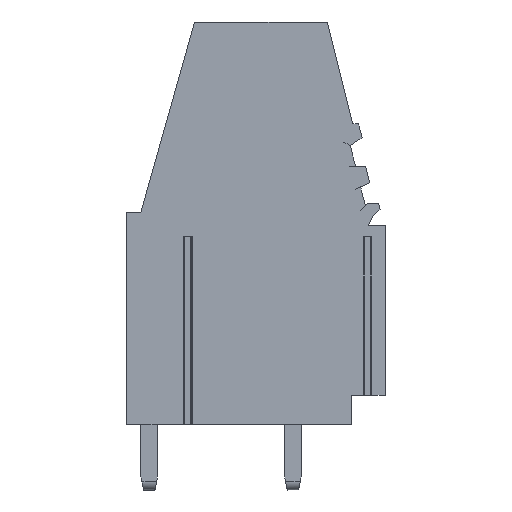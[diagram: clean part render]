
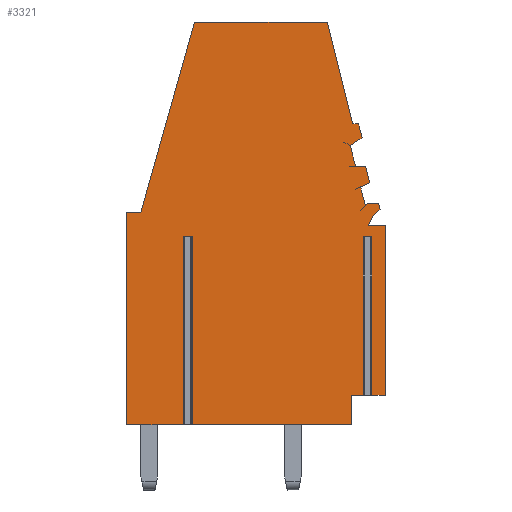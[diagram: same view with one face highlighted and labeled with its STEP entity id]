
A CAD part, left-side view. The second image highlights one B-rep face of the part: STEP entity #3321.
In plain terms, the highlighted planar face has unit normal (-1, 0, 0).
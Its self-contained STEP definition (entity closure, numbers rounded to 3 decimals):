
#72 = VERTEX_POINT('',#73);
#73 = CARTESIAN_POINT('',(-2.54,2.2,15.));
#79 = EDGE_CURVE('',#80,#72,#82,.T.);
#80 = VERTEX_POINT('',#81);
#81 = CARTESIAN_POINT('',(-2.54,2.2,0.));
#82 = LINE('',#83,#84);
#83 = CARTESIAN_POINT('',(-2.54,2.2,0.));
#84 = VECTOR('',#85,1.);
#85 = DIRECTION('',(0.,0.,1.));
#558 = VERTEX_POINT('',#559);
#559 = CARTESIAN_POINT('',(-2.54,-2.6,28.5));
#565 = EDGE_CURVE('',#566,#558,#568,.T.);
#566 = VERTEX_POINT('',#567);
#567 = CARTESIAN_POINT('',(-2.54,1.2,15.));
#568 = LINE('',#569,#570);
#569 = CARTESIAN_POINT('',(-2.54,1.2,15.));
#570 = VECTOR('',#571,1.);
#571 = DIRECTION('',(0.,-0.271,0.963)
  );
#633 = VERTEX_POINT('',#634);
#634 = CARTESIAN_POINT('',(-2.54,-12.,28.5));
#642 = EDGE_CURVE('',#558,#633,#643,.T.);
#643 = LINE('',#644,#645);
#644 = CARTESIAN_POINT('',(-2.54,-2.6,28.5));
#645 = VECTOR('',#646,1.);
#646 = DIRECTION('',(0.,-1.,0.));
#924 = VERTEX_POINT('',#925);
#925 = CARTESIAN_POINT('',(-2.54,-13.79,21.32));
#931 = EDGE_CURVE('',#633,#924,#932,.T.);
#932 = LINE('',#933,#934);
#933 = CARTESIAN_POINT('',(-2.54,-12.,28.5));
#934 = VECTOR('',#935,1.);
#935 = DIRECTION('',(0.,-0.242,-0.97)
  );
#955 = VERTEX_POINT('',#956);
#956 = CARTESIAN_POINT('',(-2.54,-14.21,21.29));
#962 = EDGE_CURVE('',#924,#955,#963,.T.);
#963 = LINE('',#964,#965);
#964 = CARTESIAN_POINT('',(-2.54,-13.79,21.32));
#965 = VECTOR('',#966,1.);
#966 = DIRECTION('',(0.,-0.998,
    -0.07));
#986 = VERTEX_POINT('',#987);
#987 = CARTESIAN_POINT('',(-2.54,-14.452,20.32));
#993 = EDGE_CURVE('',#955,#986,#994,.T.);
#994 = LINE('',#995,#996);
#995 = CARTESIAN_POINT('',(-2.54,-14.21,21.29));
#996 = VECTOR('',#997,1.);
#997 = DIRECTION('',(0.,-0.242,-0.97)
  );
#1041 = VERTEX_POINT('',#1042);
#1042 = CARTESIAN_POINT('',(-2.54,-13.623,19.761
    ));
#1048 = EDGE_CURVE('',#986,#1041,#1049,.T.);
#1049 = LINE('',#1050,#1051);
#1050 = CARTESIAN_POINT('',(-2.54,-14.452,20.32));
#1051 = VECTOR('',#1052,1.);
#1052 = DIRECTION('',(0.,0.829,-0.559)
  );
#1195 = VERTEX_POINT('',#1196);
#1196 = CARTESIAN_POINT('',(-2.54,-14.701,18.285));
#1204 = EDGE_CURVE('',#1195,#1205,#1207,.T.);
#1205 = VERTEX_POINT('',#1206);
#1206 = CARTESIAN_POINT('',(-2.54,-13.991,
    18.285));
#1207 = LINE('',#1208,#1209);
#1208 = CARTESIAN_POINT('',(-2.54,-14.701,18.285));
#1209 = VECTOR('',#1210,1.);
#1210 = DIRECTION('',(0.,1.,0.));
#1355 = VERTEX_POINT('',#1356);
#1356 = CARTESIAN_POINT('',(-2.54,-14.992,17.121));
#1364 = EDGE_CURVE('',#1195,#1355,#1365,.T.);
#1365 = LINE('',#1366,#1367);
#1366 = CARTESIAN_POINT('',(-2.54,-14.701,18.285));
#1367 = VECTOR('',#1368,1.);
#1368 = DIRECTION('',(0.,-0.242,
    -0.97));
#1460 = VERTEX_POINT('',#1461);
#1461 = CARTESIAN_POINT('',(-2.54,-14.352,16.836));
#1467 = EDGE_CURVE('',#1355,#1460,#1468,.T.);
#1468 = LINE('',#1469,#1470);
#1469 = CARTESIAN_POINT('',(-2.54,-14.992,17.121));
#1470 = VECTOR('',#1471,1.);
#1471 = DIRECTION('',(0.,0.914,-0.407)
  );
#1638 = VERTEX_POINT('',#1639);
#1639 = CARTESIAN_POINT('',(-2.54,-14.818,15.644));
#1645 = EDGE_CURVE('',#1646,#1638,#1648,.T.);
#1646 = VERTEX_POINT('',#1647);
#1647 = CARTESIAN_POINT('',(-2.54,-14.683,15.509));
#1648 = LINE('',#1649,#1650);
#1649 = CARTESIAN_POINT('',(-2.54,-14.683,15.509));
#1650 = VECTOR('',#1651,1.);
#1651 = DIRECTION('',(0.,-0.707,0.707)
  );
#1798 = VERTEX_POINT('',#1799);
#1799 = CARTESIAN_POINT('',(-2.54,-15.618,15.644));
#1805 = EDGE_CURVE('',#1798,#1638,#1806,.T.);
#1806 = LINE('',#1807,#1808);
#1807 = CARTESIAN_POINT('',(-2.54,-15.618,15.644));
#1808 = VECTOR('',#1809,1.);
#1809 = DIRECTION('',(0.,1.,0.));
#1829 = VERTEX_POINT('',#1830);
#1830 = CARTESIAN_POINT('',(-2.54,-15.726,15.208));
#1836 = EDGE_CURVE('',#1798,#1829,#1837,.T.);
#1837 = LINE('',#1838,#1839);
#1838 = CARTESIAN_POINT('',(-2.54,-15.618,15.644));
#1839 = VECTOR('',#1840,1.);
#1840 = DIRECTION('',(0.,-0.242,
    -0.97));
#1860 = VERTEX_POINT('',#1861);
#1861 = CARTESIAN_POINT('',(-2.54,-15.253,14.824));
#1867 = EDGE_CURVE('',#1829,#1860,#1868,.T.);
#1868 = LINE('',#1869,#1870);
#1869 = CARTESIAN_POINT('',(-2.54,-15.726,15.208));
#1870 = VECTOR('',#1871,1.);
#1871 = DIRECTION('',(0.,0.777,-0.629
    ));
#1948 = VERTEX_POINT('',#1949);
#1949 = CARTESIAN_POINT('',(-2.54,-14.9,14.1));
#1955 = EDGE_CURVE('',#1860,#1948,#1956,.T.);
#1956 = LINE('',#1957,#1958);
#1957 = CARTESIAN_POINT('',(-2.54,-15.253,14.824));
#1958 = VECTOR('',#1959,1.);
#1959 = DIRECTION('',(0.,0.438,-0.899
    ));
#2717 = EDGE_CURVE('',#2718,#80,#2720,.T.);
#2718 = VERTEX_POINT('',#2719);
#2719 = CARTESIAN_POINT('',(-2.54,-1.82,0.));
#2720 = LINE('',#2721,#2722);
#2721 = CARTESIAN_POINT('',(-2.54,-1.82,0.));
#2722 = VECTOR('',#2723,1.);
#2723 = DIRECTION('',(0.,1.,0.));
#2815 = VERTEX_POINT('',#2816);
#2816 = CARTESIAN_POINT('',(-2.54,-2.43,0.));
#2823 = EDGE_CURVE('',#2824,#2815,#2826,.T.);
#2824 = VERTEX_POINT('',#2825);
#2825 = CARTESIAN_POINT('',(-2.54,-13.7,0.));
#2826 = LINE('',#2827,#2828);
#2827 = CARTESIAN_POINT('',(-2.54,-13.7,0.));
#2828 = VECTOR('',#2829,1.);
#2829 = DIRECTION('',(0.,1.,0.));
#3321 = ADVANCED_FACE('',(#3322),#3443,.F.);
#3322 = FACE_BOUND('',#3323,.F.);
#3323 = EDGE_LOOP('',(#3324,#3334,#3342,#3350,#3356,#3357,#3365,#3373,
    #3379,#3380,#3381,#3387,#3388,#3389,#3390,#3391,#3392,#3393,#3399,
    #3400,#3401,#3402,#3408,#3409,#3410,#3411,#3412,#3413,#3421,#3429,
    #3437));
#3324 = ORIENTED_EDGE('',*,*,#3325,.F.);
#3325 = EDGE_CURVE('',#3326,#3328,#3330,.T.);
#3326 = VERTEX_POINT('',#3327);
#3327 = CARTESIAN_POINT('',(-2.54,-14.52,13.3));
#3328 = VERTEX_POINT('',#3329);
#3329 = CARTESIAN_POINT('',(-2.54,-15.13,13.3));
#3330 = LINE('',#3331,#3332);
#3331 = CARTESIAN_POINT('',(-2.54,-14.52,13.3));
#3332 = VECTOR('',#3333,1.);
#3333 = DIRECTION('',(0.,-1.,0.));
#3334 = ORIENTED_EDGE('',*,*,#3335,.F.);
#3335 = EDGE_CURVE('',#3336,#3326,#3338,.T.);
#3336 = VERTEX_POINT('',#3337);
#3337 = CARTESIAN_POINT('',(-2.54,-14.52,2.1));
#3338 = LINE('',#3339,#3340);
#3339 = CARTESIAN_POINT('',(-2.54,-14.52,2.1));
#3340 = VECTOR('',#3341,1.);
#3341 = DIRECTION('',(0.,0.,1.));
#3342 = ORIENTED_EDGE('',*,*,#3343,.F.);
#3343 = EDGE_CURVE('',#3344,#3336,#3346,.T.);
#3344 = VERTEX_POINT('',#3345);
#3345 = CARTESIAN_POINT('',(-2.54,-13.7,2.1));
#3346 = LINE('',#3347,#3348);
#3347 = CARTESIAN_POINT('',(-2.54,-13.7,2.1));
#3348 = VECTOR('',#3349,1.);
#3349 = DIRECTION('',(0.,-1.,0.));
#3350 = ORIENTED_EDGE('',*,*,#3351,.F.);
#3351 = EDGE_CURVE('',#2824,#3344,#3352,.T.);
#3352 = LINE('',#3353,#3354);
#3353 = CARTESIAN_POINT('',(-2.54,-13.7,0.));
#3354 = VECTOR('',#3355,1.);
#3355 = DIRECTION('',(0.,0.,1.));
#3356 = ORIENTED_EDGE('',*,*,#2823,.T.);
#3357 = ORIENTED_EDGE('',*,*,#3358,.F.);
#3358 = EDGE_CURVE('',#3359,#2815,#3361,.T.);
#3359 = VERTEX_POINT('',#3360);
#3360 = CARTESIAN_POINT('',(-2.54,-2.43,13.3));
#3361 = LINE('',#3362,#3363);
#3362 = CARTESIAN_POINT('',(-2.54,-2.43,13.3));
#3363 = VECTOR('',#3364,1.);
#3364 = DIRECTION('',(0.,0.,-1.));
#3365 = ORIENTED_EDGE('',*,*,#3366,.F.);
#3366 = EDGE_CURVE('',#3367,#3359,#3369,.T.);
#3367 = VERTEX_POINT('',#3368);
#3368 = CARTESIAN_POINT('',(-2.54,-1.82,13.3));
#3369 = LINE('',#3370,#3371);
#3370 = CARTESIAN_POINT('',(-2.54,-1.82,13.3));
#3371 = VECTOR('',#3372,1.);
#3372 = DIRECTION('',(0.,-1.,0.));
#3373 = ORIENTED_EDGE('',*,*,#3374,.F.);
#3374 = EDGE_CURVE('',#2718,#3367,#3375,.T.);
#3375 = LINE('',#3376,#3377);
#3376 = CARTESIAN_POINT('',(-2.54,-1.82,0.));
#3377 = VECTOR('',#3378,1.);
#3378 = DIRECTION('',(0.,0.,1.));
#3379 = ORIENTED_EDGE('',*,*,#2717,.T.);
#3380 = ORIENTED_EDGE('',*,*,#79,.T.);
#3381 = ORIENTED_EDGE('',*,*,#3382,.F.);
#3382 = EDGE_CURVE('',#566,#72,#3383,.T.);
#3383 = LINE('',#3384,#3385);
#3384 = CARTESIAN_POINT('',(-2.54,1.2,15.));
#3385 = VECTOR('',#3386,1.);
#3386 = DIRECTION('',(0.,1.,0.));
#3387 = ORIENTED_EDGE('',*,*,#565,.T.);
#3388 = ORIENTED_EDGE('',*,*,#642,.T.);
#3389 = ORIENTED_EDGE('',*,*,#931,.T.);
#3390 = ORIENTED_EDGE('',*,*,#962,.T.);
#3391 = ORIENTED_EDGE('',*,*,#993,.T.);
#3392 = ORIENTED_EDGE('',*,*,#1048,.T.);
#3393 = ORIENTED_EDGE('',*,*,#3394,.T.);
#3394 = EDGE_CURVE('',#1041,#1205,#3395,.T.);
#3395 = LINE('',#3396,#3397);
#3396 = CARTESIAN_POINT('',(-2.54,-13.623,19.761
    ));
#3397 = VECTOR('',#3398,1.);
#3398 = DIRECTION('',(0.,-0.242,-0.97
    ));
#3399 = ORIENTED_EDGE('',*,*,#1204,.F.);
#3400 = ORIENTED_EDGE('',*,*,#1364,.T.);
#3401 = ORIENTED_EDGE('',*,*,#1467,.T.);
#3402 = ORIENTED_EDGE('',*,*,#3403,.T.);
#3403 = EDGE_CURVE('',#1460,#1646,#3404,.T.);
#3404 = LINE('',#3405,#3406);
#3405 = CARTESIAN_POINT('',(-2.54,-14.352,16.836));
#3406 = VECTOR('',#3407,1.);
#3407 = DIRECTION('',(0.,-0.242,-0.97
    ));
#3408 = ORIENTED_EDGE('',*,*,#1645,.T.);
#3409 = ORIENTED_EDGE('',*,*,#1805,.F.);
#3410 = ORIENTED_EDGE('',*,*,#1836,.T.);
#3411 = ORIENTED_EDGE('',*,*,#1867,.T.);
#3412 = ORIENTED_EDGE('',*,*,#1955,.T.);
#3413 = ORIENTED_EDGE('',*,*,#3414,.F.);
#3414 = EDGE_CURVE('',#3415,#1948,#3417,.T.);
#3415 = VERTEX_POINT('',#3416);
#3416 = CARTESIAN_POINT('',(-2.54,-16.1,14.1));
#3417 = LINE('',#3418,#3419);
#3418 = CARTESIAN_POINT('',(-2.54,-16.1,14.1));
#3419 = VECTOR('',#3420,1.);
#3420 = DIRECTION('',(0.,1.,0.));
#3421 = ORIENTED_EDGE('',*,*,#3422,.F.);
#3422 = EDGE_CURVE('',#3423,#3415,#3425,.T.);
#3423 = VERTEX_POINT('',#3424);
#3424 = CARTESIAN_POINT('',(-2.54,-16.1,2.1));
#3425 = LINE('',#3426,#3427);
#3426 = CARTESIAN_POINT('',(-2.54,-16.1,2.1));
#3427 = VECTOR('',#3428,1.);
#3428 = DIRECTION('',(0.,0.,1.));
#3429 = ORIENTED_EDGE('',*,*,#3430,.F.);
#3430 = EDGE_CURVE('',#3431,#3423,#3433,.T.);
#3431 = VERTEX_POINT('',#3432);
#3432 = CARTESIAN_POINT('',(-2.54,-15.13,2.1));
#3433 = LINE('',#3434,#3435);
#3434 = CARTESIAN_POINT('',(-2.54,-15.13,2.1));
#3435 = VECTOR('',#3436,1.);
#3436 = DIRECTION('',(0.,-1.,0.));
#3437 = ORIENTED_EDGE('',*,*,#3438,.F.);
#3438 = EDGE_CURVE('',#3328,#3431,#3439,.T.);
#3439 = LINE('',#3440,#3441);
#3440 = CARTESIAN_POINT('',(-2.54,-15.13,13.3));
#3441 = VECTOR('',#3442,1.);
#3442 = DIRECTION('',(0.,0.,-1.));
#3443 = PLANE('',#3444);
#3444 = AXIS2_PLACEMENT_3D('',#3445,#3446,#3447);
#3445 = CARTESIAN_POINT('',(-2.54,-6.95,14.25));
#3446 = DIRECTION('',(1.,0.,0.));
#3447 = DIRECTION('',(0.,0.,-1.));
